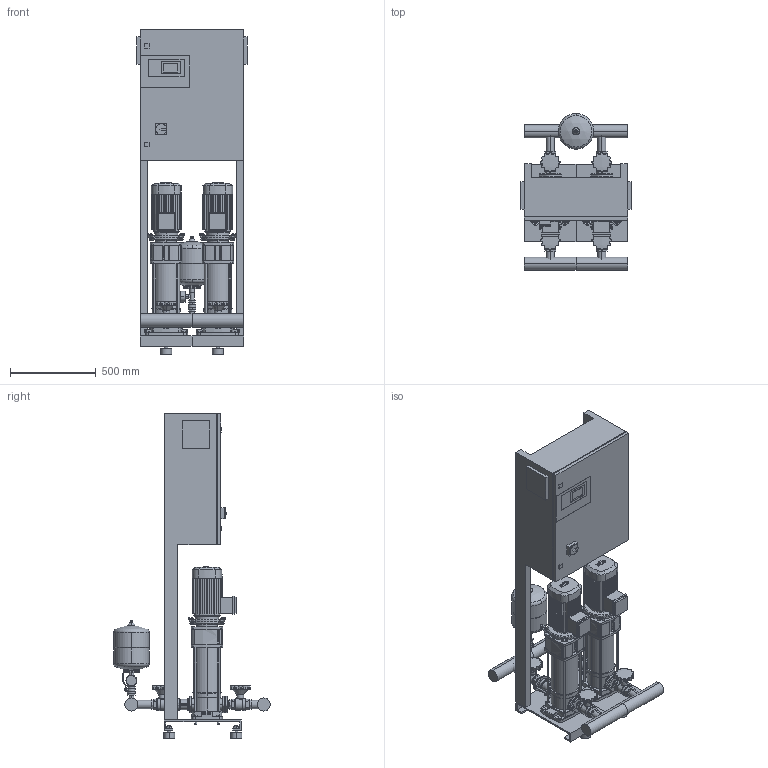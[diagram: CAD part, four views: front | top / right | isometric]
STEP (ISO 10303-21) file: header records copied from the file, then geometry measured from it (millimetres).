
FILE_DESCRIPTION((''),'2;1');
FILE_NAME('3d_COR-2HELIXV1604_K_CC-01-2532254.stp','2016-01-25T07:19:48',(''),(''),'Mechanical Desktop 2009','Mechanical Desktop 2009',', , ');
FILE_SCHEMA(('CONFIG_CONTROL_DESIGN'));
Length unit declared in the file: millimetre
Products named in the file (1): Product
Bounding box: 640 x 911.05 x 1885 mm (x, y, z)
Volume: 189442230.9 mm3; surface area: 7378610.8 mm2
Topology: 108 solids, 108 shells, 2991 faces, 7547 edges, 4924 vertices
Faces by surface type: plane 1168, cylinder 888, bspline 697, cone 160, torus 64, sphere 14
Entity records: 96909 total; most frequent: CARTESIAN_POINT 25234, ORIENTED_EDGE 15078, DIRECTION 14355, EDGE_CURVE 7539, AXIS2_PLACEMENT_3D 4963, VERTEX_POINT 4918, VECTOR 4429, LINE 4429
